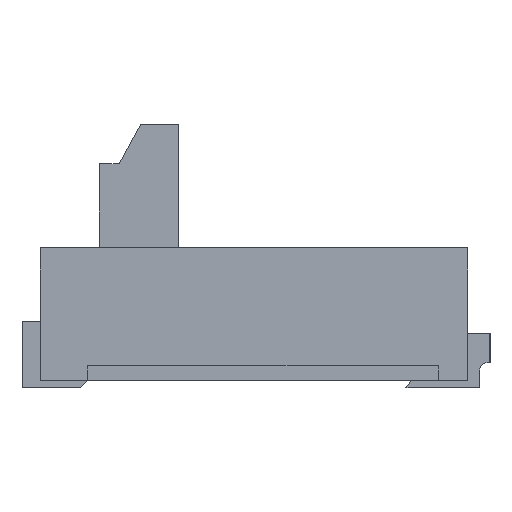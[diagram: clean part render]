
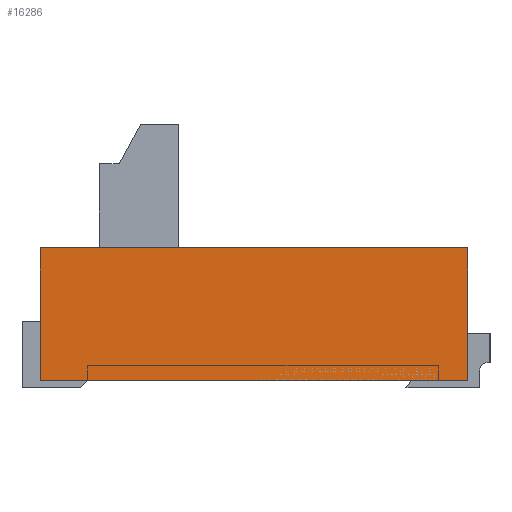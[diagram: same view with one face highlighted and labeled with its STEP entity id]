
A CAD part, left-side view. The second image highlights one B-rep face of the part: STEP entity #16286.
In plain terms, the highlighted planar face has unit normal (-1, 0, 0).
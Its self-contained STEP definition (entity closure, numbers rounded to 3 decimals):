
#517=FACE_OUTER_BOUND('',#1474,.T.);
#1474=EDGE_LOOP('',(#10713,#10714,#10715,#10716));
#2440=LINE('',#22511,#4591);
#2452=LINE('',#22535,#4603);
#2453=LINE('',#22537,#4604);
#2454=LINE('',#22538,#4605);
#4591=VECTOR('',#18350,10.);
#4603=VECTOR('',#18368,10.);
#4604=VECTOR('',#18369,10.);
#4605=VECTOR('',#18370,10.);
#6740=VERTEX_POINT('',#22508);
#6741=VERTEX_POINT('',#22510);
#6750=VERTEX_POINT('',#22534);
#6751=VERTEX_POINT('',#22536);
#8318=EDGE_CURVE('',#6740,#6741,#2440,.T.);
#8330=EDGE_CURVE('',#6750,#6740,#2452,.T.);
#8331=EDGE_CURVE('',#6750,#6751,#2453,.T.);
#8332=EDGE_CURVE('',#6741,#6751,#2454,.T.);
#10713=ORIENTED_EDGE('',*,*,#8330,.F.);
#10714=ORIENTED_EDGE('',*,*,#8331,.T.);
#10715=ORIENTED_EDGE('',*,*,#8332,.F.);
#10716=ORIENTED_EDGE('',*,*,#8318,.F.);
#15442=PLANE('',#17335);
#16286=ADVANCED_FACE('',(#517),#15442,.T.);
#17335=AXIS2_PLACEMENT_3D('',#22533,#18366,#18367);
#18350=DIRECTION('',(0.,0.,1.));
#18366=DIRECTION('center_axis',(-1.,0.,0.));
#18367=DIRECTION('ref_axis',(0.,-1.,0.));
#18368=DIRECTION('',(0.,1.,0.));
#18369=DIRECTION('',(0.,0.,1.));
#18370=DIRECTION('',(0.,-1.,0.));
#22508=CARTESIAN_POINT('',(-4.55,1.45,0.));
#22510=CARTESIAN_POINT('',(-4.55,1.45,0.9));
#22511=CARTESIAN_POINT('',(-4.55,1.45,0.));
#22533=CARTESIAN_POINT('Origin',(-4.55,1.45,0.));
#22534=CARTESIAN_POINT('',(-4.55,-1.45,0.));
#22535=CARTESIAN_POINT('',(-4.55,-1.45,0.));
#22536=CARTESIAN_POINT('',(-4.55,-1.45,0.9));
#22537=CARTESIAN_POINT('',(-4.55,-1.45,0.));
#22538=CARTESIAN_POINT('',(-4.55,-1.45,0.9));
